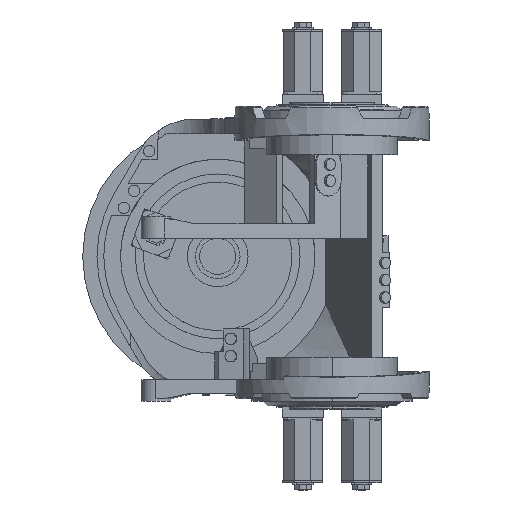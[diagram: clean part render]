
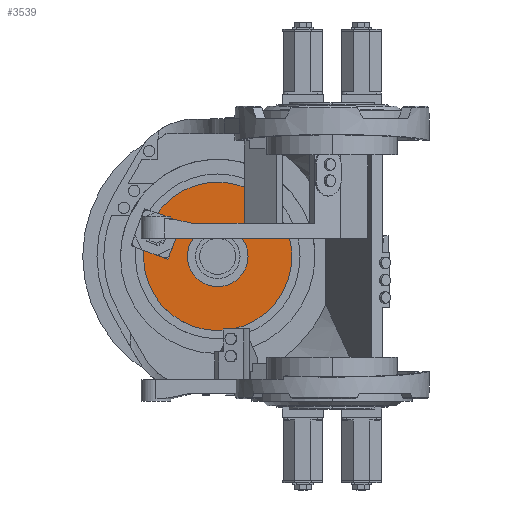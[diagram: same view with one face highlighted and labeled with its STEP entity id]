
A CAD part, top view. The second image highlights one B-rep face of the part: STEP entity #3539.
In plain terms, the highlighted planar face has unit normal (0, 0, 1).
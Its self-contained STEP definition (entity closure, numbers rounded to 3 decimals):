
#211 = ORIENTED_EDGE ( 'NONE', *, *, #22118, .T. ) ;
#299 = VERTEX_POINT ( 'NONE', #15121 ) ;
#1475 = ORIENTED_EDGE ( 'NONE', *, *, #7845, .T. ) ;
#1938 = VERTEX_POINT ( 'NONE', #19217 ) ;
#2073 = AXIS2_PLACEMENT_3D ( 'NONE', #18120, #4866, #4492 ) ;
#2424 = DIRECTION ( 'NONE',  ( 1., 0., 0. ) ) ;
#3251 = EDGE_CURVE ( 'NONE', #5772, #1938, #18517, .T. ) ;
#3539 = ADVANCED_FACE ( 'NONE', ( #7322, #6064 ), #8183, .F. ) ;
#3752 = CARTESIAN_POINT ( 'NONE',  ( -274.807, 172.573, 476. ) ) ;
#4240 = CARTESIAN_POINT ( 'NONE',  ( 0., 0., 476. ) ) ;
#4492 = DIRECTION ( 'NONE',  ( 0., -1., 0. ) ) ;
#4866 = DIRECTION ( 'NONE',  ( 0., 0., -1. ) ) ;
#5235 = ORIENTED_EDGE ( 'NONE', *, *, #3251, .T. ) ;
#5472 = DIRECTION ( 'NONE',  ( 0., 0., -1. ) ) ;
#5772 = VERTEX_POINT ( 'NONE', #20526 ) ;
#5795 = AXIS2_PLACEMENT_3D ( 'NONE', #15791, #6285, #13916 ) ;
#5838 = ORIENTED_EDGE ( 'NONE', *, *, #18256, .T. ) ;
#6064 = FACE_OUTER_BOUND ( 'NONE', #17072, .T. ) ;
#6285 = DIRECTION ( 'NONE',  ( 0., 0., 1. ) ) ;
#6408 = ORIENTED_EDGE ( 'NONE', *, *, #16496, .T. ) ;
#6521 = AXIS2_PLACEMENT_3D ( 'NONE', #13689, #13809, #15813 ) ;
#6910 = CIRCLE ( 'NONE', #13299, 132.5 ) ;
#6951 = ORIENTED_EDGE ( 'NONE', *, *, #19605, .T. ) ;
#7322 = FACE_BOUND ( 'NONE', #22810, .T. ) ;
#7845 = EDGE_CURVE ( 'NONE', #10204, #23668, #6910, .T. ) ;
#7959 = CARTESIAN_POINT ( 'NONE',  ( -268.752, 97.818, 476. ) ) ;
#8183 = PLANE ( 'NONE',  #6521 ) ;
#8304 = CIRCLE ( 'NONE', #15473, 75. ) ;
#8816 = CIRCLE ( 'NONE', #10416, 324.5 ) ;
#8910 = CARTESIAN_POINT ( 'NONE',  ( -268.752, 97.818, 476. ) ) ;
#9270 = CIRCLE ( 'NONE', #2073, 132.5 ) ;
#9384 = VERTEX_POINT ( 'NONE', #23666 ) ;
#9401 = ORIENTED_EDGE ( 'NONE', *, *, #17586, .T. ) ;
#10204 = VERTEX_POINT ( 'NONE', #14837 ) ;
#10416 = AXIS2_PLACEMENT_3D ( 'NONE', #4240, #19002, #11633 ) ;
#10608 = CIRCLE ( 'NONE', #5795, 324.5 ) ;
#11633 = DIRECTION ( 'NONE',  ( 1., 0., 0. ) ) ;
#11936 = CARTESIAN_POINT ( 'NONE',  ( 0., 0., 476. ) ) ;
#13020 = CARTESIAN_POINT ( 'NONE',  ( -321.442, 44.444, 476. ) ) ;
#13098 = DIRECTION ( 'NONE',  ( 0., -1., 0. ) ) ;
#13299 = AXIS2_PLACEMENT_3D ( 'NONE', #22574, #5472, #13098 ) ;
#13530 = VERTEX_POINT ( 'NONE', #3752 ) ;
#13586 = CARTESIAN_POINT ( 'NONE',  ( -268.752, 97.818, 476. ) ) ;
#13689 = CARTESIAN_POINT ( 'NONE',  ( 0., 0., 476. ) ) ;
#13809 = DIRECTION ( 'NONE',  ( 0., 0., -1. ) ) ;
#13916 = DIRECTION ( 'NONE',  ( 1., 0., 0. ) ) ;
#14296 = ORIENTED_EDGE ( 'NONE', *, *, #24011, .T. ) ;
#14498 = VERTEX_POINT ( 'NONE', #13020 ) ;
#14797 = DIRECTION ( 'NONE',  ( 0., -1., 0. ) ) ;
#14837 = CARTESIAN_POINT ( 'NONE',  ( 0., -132.5, 476. ) ) ;
#15121 = CARTESIAN_POINT ( 'NONE',  ( 0., 324.5, 476. ) ) ;
#15473 = AXIS2_PLACEMENT_3D ( 'NONE', #13586, #21209, #21576 ) ;
#15586 = DIRECTION ( 'NONE',  ( 0., 0., -1. ) ) ;
#15791 = CARTESIAN_POINT ( 'NONE',  ( 0., 0., 476. ) ) ;
#15813 = DIRECTION ( 'NONE',  ( 0., -1., 0. ) ) ;
#16496 = EDGE_CURVE ( 'NONE', #1938, #14498, #20735, .T. ) ;
#17072 = EDGE_LOOP ( 'NONE', ( #211, #5838, #9401, #14296, #5235, #6408 ) ) ;
#17586 = EDGE_CURVE ( 'NONE', #299, #13530, #21956, .T. ) ;
#18120 = CARTESIAN_POINT ( 'NONE',  ( 0., 0., 476. ) ) ;
#18224 = CARTESIAN_POINT ( 'NONE',  ( 0., 132.5, 476. ) ) ;
#18256 = EDGE_CURVE ( 'NONE', #9384, #299, #8816, .T. ) ;
#18517 = CIRCLE ( 'NONE', #18907, 75. ) ;
#18907 = AXIS2_PLACEMENT_3D ( 'NONE', #7959, #15586, #23694 ) ;
#19002 = DIRECTION ( 'NONE',  ( 0., 0., 1. ) ) ;
#19217 = CARTESIAN_POINT ( 'NONE',  ( -268.752, 22.818, 476. ) ) ;
#19558 = DIRECTION ( 'NONE',  ( 0., 0., 1. ) ) ;
#19605 = EDGE_CURVE ( 'NONE', #23668, #10204, #9270, .T. ) ;
#20526 = CARTESIAN_POINT ( 'NONE',  ( -268.752, 172.818, 476. ) ) ;
#20735 = CIRCLE ( 'NONE', #21535, 75. ) ;
#21209 = DIRECTION ( 'NONE',  ( 0., 0., -1. ) ) ;
#21535 = AXIS2_PLACEMENT_3D ( 'NONE', #8910, #24137, #14797 ) ;
#21576 = DIRECTION ( 'NONE',  ( 0., -1., 0. ) ) ;
#21956 = CIRCLE ( 'NONE', #23153, 324.5 ) ;
#22118 = EDGE_CURVE ( 'NONE', #14498, #9384, #10608, .T. ) ;
#22574 = CARTESIAN_POINT ( 'NONE',  ( 0., 0., 476. ) ) ;
#22810 = EDGE_LOOP ( 'NONE', ( #6951, #1475 ) ) ;
#23153 = AXIS2_PLACEMENT_3D ( 'NONE', #11936, #19558, #2424 ) ;
#23666 = CARTESIAN_POINT ( 'NONE',  ( 0., -324.5, 476. ) ) ;
#23668 = VERTEX_POINT ( 'NONE', #18224 ) ;
#23694 = DIRECTION ( 'NONE',  ( 0., -1., 0. ) ) ;
#24011 = EDGE_CURVE ( 'NONE', #13530, #5772, #8304, .T. ) ;
#24137 = DIRECTION ( 'NONE',  ( 0., 0., -1. ) ) ;
